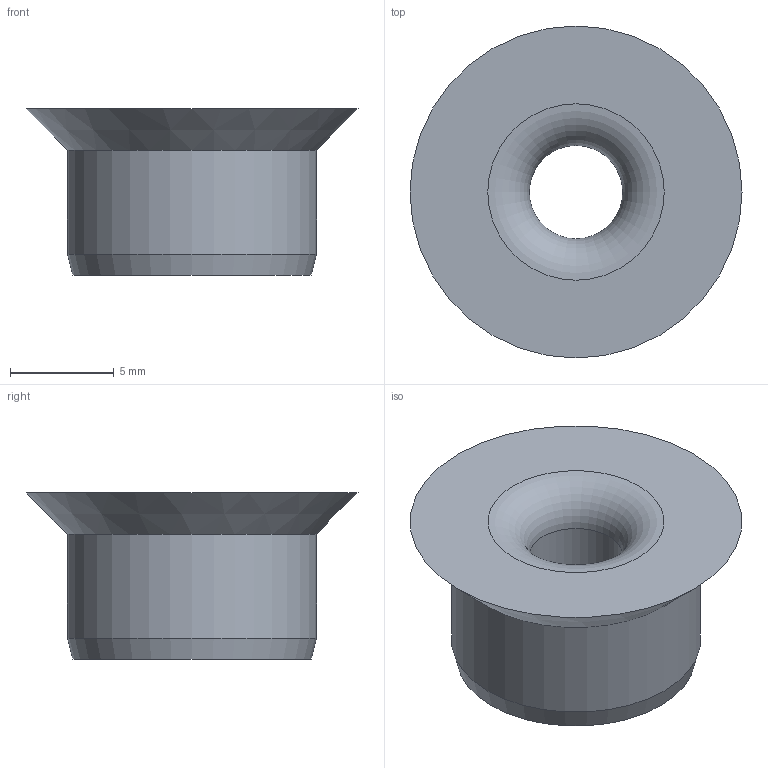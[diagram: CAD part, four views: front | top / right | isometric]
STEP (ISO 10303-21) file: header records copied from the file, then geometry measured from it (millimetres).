
FILE_DESCRIPTION(('FreeCAD Model'),'2;1');
FILE_NAME('Open CASCADE Shape Model','2024-01-25T15:42:21',(''),(''), 'Open CASCADE STEP processor 7.7','FreeCAD','Unknown');
FILE_SCHEMA(('AUTOMOTIVE_DESIGN { 1 0 10303 214 1 1 1 1 }'));
Length unit declared in the file: millimetre
Products named in the file (1): sd_insert
Bounding box: 16 x 16 x 8 mm (x, y, z)
Volume: 827.6 mm3; surface area: 716.5 mm2
Topology: 1 solids, 1 shells, 8 faces, 14 edges, 8 vertices
Faces by surface type: cylinder 2, cone 2, plane 2, torus 2
Full cylindrical faces by diameter (mm): 4.5 x1, 12 x1
Entity records: 410 total; most frequent: CARTESIAN_POINT 71, DIRECTION 68, ORIENTED_EDGE 28, LINE 28, VECTOR 28, PCURVE 28, DEFINITIONAL_REPRESENTATION 28, AXIS2_PLACEMENT_3D 19
